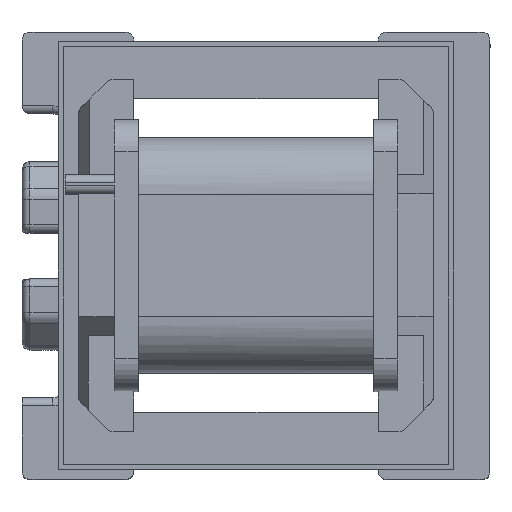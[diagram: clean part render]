
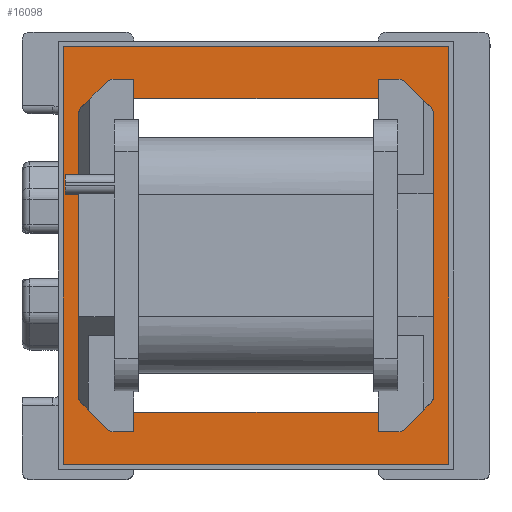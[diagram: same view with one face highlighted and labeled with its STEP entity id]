
A CAD part, top view. The second image highlights one B-rep face of the part: STEP entity #16098.
In plain terms, the highlighted face is planar.
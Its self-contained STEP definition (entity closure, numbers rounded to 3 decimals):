
#459=PLANE('',#17313);
#4348=ORIENTED_EDGE('',*,*,#5949,.F.);
#4349=ORIENTED_EDGE('',*,*,#6083,.F.);
#4350=ORIENTED_EDGE('',*,*,#6084,.F.);
#4351=ORIENTED_EDGE('',*,*,#6059,.F.);
#4352=ORIENTED_EDGE('',*,*,#6085,.T.);
#4353=ORIENTED_EDGE('',*,*,#6086,.F.);
#4354=ORIENTED_EDGE('',*,*,#5965,.F.);
#4355=ORIENTED_EDGE('',*,*,#6087,.F.);
#4356=ORIENTED_EDGE('',*,*,#6088,.T.);
#4357=ORIENTED_EDGE('',*,*,#6062,.F.);
#4358=ORIENTED_EDGE('',*,*,#6089,.F.);
#4359=ORIENTED_EDGE('',*,*,#6090,.F.);
#4360=ORIENTED_EDGE('',*,*,#6069,.F.);
#4361=ORIENTED_EDGE('',*,*,#6091,.T.);
#4362=ORIENTED_EDGE('',*,*,#6079,.F.);
#4363=ORIENTED_EDGE('',*,*,#6078,.F.);
#5949=EDGE_CURVE('',#7042,#7043,#7928,.T.);
#5965=EDGE_CURVE('',#7053,#7048,#7944,.T.);
#6059=EDGE_CURVE('',#7074,#7075,#8024,.T.);
#6062=EDGE_CURVE('',#7076,#7077,#8027,.T.);
#6069=EDGE_CURVE('',#7082,#7083,#8033,.T.);
#6078=EDGE_CURVE('',#7083,#7088,#8041,.T.);
#6079=EDGE_CURVE('',#7088,#7090,#8042,.T.);
#6083=EDGE_CURVE('',#7092,#7042,#8046,.T.);
#6084=EDGE_CURVE('',#7075,#7092,#8047,.T.);
#6085=EDGE_CURVE('',#7074,#7093,#8048,.T.);
#6086=EDGE_CURVE('',#7048,#7093,#8049,.T.);
#6087=EDGE_CURVE('',#7094,#7053,#8050,.T.);
#6088=EDGE_CURVE('',#7094,#7077,#8051,.T.);
#6089=EDGE_CURVE('',#7095,#7076,#8052,.T.);
#6090=EDGE_CURVE('',#7043,#7095,#8053,.T.);
#6091=EDGE_CURVE('',#7082,#7090,#8054,.T.);
#7042=VERTEX_POINT('',#25023);
#7043=VERTEX_POINT('',#25025);
#7048=VERTEX_POINT('',#25039);
#7053=VERTEX_POINT('',#25051);
#7074=VERTEX_POINT('',#25266);
#7075=VERTEX_POINT('',#25268);
#7076=VERTEX_POINT('',#25272);
#7077=VERTEX_POINT('',#25274);
#7082=VERTEX_POINT('',#25289);
#7083=VERTEX_POINT('',#25291);
#7088=VERTEX_POINT('',#25308);
#7090=VERTEX_POINT('',#25314);
#7092=VERTEX_POINT('',#25322);
#7093=VERTEX_POINT('',#25325);
#7094=VERTEX_POINT('',#25328);
#7095=VERTEX_POINT('',#25331);
#7928=LINE('',#25024,#8900);
#7944=LINE('',#25052,#8916);
#8024=LINE('',#25267,#8996);
#8027=LINE('',#25273,#8999);
#8033=LINE('',#25290,#9005);
#8041=LINE('',#25311,#9013);
#8042=LINE('',#25313,#9014);
#8046=LINE('',#25321,#9018);
#8047=LINE('',#25323,#9019);
#8048=LINE('',#25324,#9020);
#8049=LINE('',#25326,#9021);
#8050=LINE('',#25327,#9022);
#8051=LINE('',#25329,#9023);
#8052=LINE('',#25330,#9024);
#8053=LINE('',#25332,#9025);
#8054=LINE('',#25333,#9026);
#8900=VECTOR('',#20297,1000.);
#8916=VECTOR('',#20315,1000.);
#8996=VECTOR('',#20623,1000.);
#8999=VECTOR('',#20628,1000.);
#9005=VECTOR('',#20636,1000.);
#9013=VECTOR('',#20648,1000.);
#9014=VECTOR('',#20651,1000.);
#9018=VECTOR('',#20659,1000.);
#9019=VECTOR('',#20660,1000.);
#9020=VECTOR('',#20661,1000.);
#9021=VECTOR('',#20662,1000.);
#9022=VECTOR('',#20663,1000.);
#9023=VECTOR('',#20664,1000.);
#9024=VECTOR('',#20665,1000.);
#9025=VECTOR('',#20666,1000.);
#9026=VECTOR('',#20667,1000.);
#9718=EDGE_LOOP('',(#4348,#4349,#4350,#4351,#4352,#4353,#4354,#4355,#4356,
#4357,#4358,#4359));
#9719=EDGE_LOOP('',(#4360,#4361,#4362,#4363));
#10408=FACE_BOUND('',#9718,.T.);
#10409=FACE_BOUND('',#9719,.T.);
#16098=ADVANCED_FACE('',(#10408,#10409),#459,.F.);
#17313=AXIS2_PLACEMENT_3D('',#25320,#20657,#20658);
#20297=DIRECTION('',(0.,0.,1.));
#20315=DIRECTION('',(0.,0.,-1.));
#20623=DIRECTION('',(-1.,0.,0.));
#20628=DIRECTION('',(1.,0.,0.));
#20636=DIRECTION('',(-1.,0.,0.));
#20648=DIRECTION('',(0.,0.,-1.));
#20651=DIRECTION('',(1.,0.,0.));
#20657=DIRECTION('',(0.,-1.,0.));
#20658=DIRECTION('',(-1.,0.,0.));
#20659=DIRECTION('',(1.,0.,0.));
#20660=DIRECTION('',(0.,0.,1.));
#20661=DIRECTION('',(0.,0.,1.));
#20662=DIRECTION('',(1.,0.,0.));
#20663=DIRECTION('',(-1.,0.,0.));
#20664=DIRECTION('',(0.,0.,1.));
#20665=DIRECTION('',(0.,0.,1.));
#20666=DIRECTION('',(-1.,0.,0.));
#20667=DIRECTION('',(0.,0.,-1.));
#25023=CARTESIAN_POINT('',(-12.193,15.088,-8.948));
#25024=CARTESIAN_POINT('',(-12.193,15.088,-0.375));
#25025=CARTESIAN_POINT('',(-12.193,15.088,-6.052));
#25039=CARTESIAN_POINT('',(-3.557,15.088,-8.948));
#25051=CARTESIAN_POINT('',(-3.557,15.088,-6.052));
#25052=CARTESIAN_POINT('',(-3.557,15.088,-0.375));
#25266=CARTESIAN_POINT('',(-3.024,15.088,-12.504));
#25267=CARTESIAN_POINT('',(-12.726,15.088,-12.504));
#25268=CARTESIAN_POINT('',(-12.726,15.088,-12.504));
#25272=CARTESIAN_POINT('',(-12.726,15.088,-2.496));
#25273=CARTESIAN_POINT('',(-7.875,15.088,-2.496));
#25274=CARTESIAN_POINT('',(-3.024,15.088,-2.496));
#25289=CARTESIAN_POINT('',(-1.728,15.088,-0.845));
#25290=CARTESIAN_POINT('',(-14.022,15.088,-0.845));
#25291=CARTESIAN_POINT('',(-14.022,15.088,-0.845));
#25308=CARTESIAN_POINT('',(-14.022,15.088,-14.155));
#25311=CARTESIAN_POINT('',(-14.022,15.088,-14.155));
#25313=CARTESIAN_POINT('',(-7.875,15.088,-14.155));
#25314=CARTESIAN_POINT('',(-1.728,15.088,-14.155));
#25320=CARTESIAN_POINT('',(-7.875,15.088,-0.845));
#25321=CARTESIAN_POINT('',(-7.875,15.088,-8.948));
#25322=CARTESIAN_POINT('',(-12.726,15.088,-8.948));
#25323=CARTESIAN_POINT('',(-12.726,15.088,-8.948));
#25324=CARTESIAN_POINT('',(-3.024,15.088,-8.948));
#25325=CARTESIAN_POINT('',(-3.024,15.088,-8.948));
#25326=CARTESIAN_POINT('',(-7.875,15.088,-8.948));
#25327=CARTESIAN_POINT('',(-12.726,15.088,-6.052));
#25328=CARTESIAN_POINT('',(-3.024,15.088,-6.052));
#25329=CARTESIAN_POINT('',(-3.024,15.088,-2.496));
#25330=CARTESIAN_POINT('',(-12.726,15.088,-2.496));
#25331=CARTESIAN_POINT('',(-12.726,15.088,-6.052));
#25332=CARTESIAN_POINT('',(-12.726,15.088,-6.052));
#25333=CARTESIAN_POINT('',(-1.728,15.088,-14.155));
